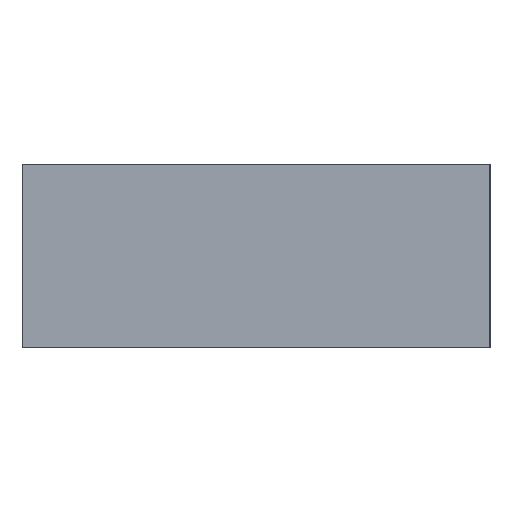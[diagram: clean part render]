
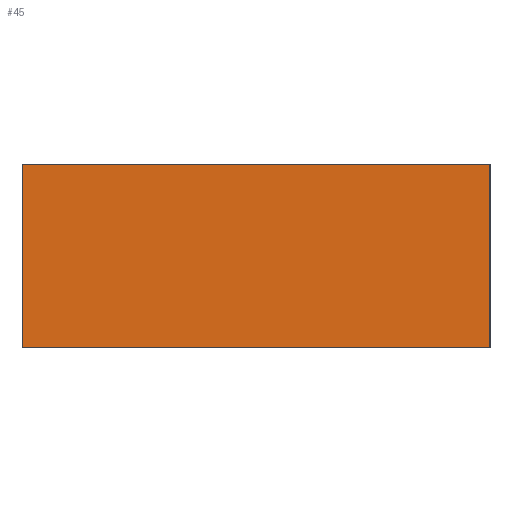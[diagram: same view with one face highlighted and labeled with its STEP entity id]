
A CAD part, left-side view. The second image highlights one B-rep face of the part: STEP entity #45.
In plain terms, the highlighted planar face has unit normal (-1, 0, 0).
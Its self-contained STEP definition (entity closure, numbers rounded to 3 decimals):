
#45=ADVANCED_FACE('',(#57),#51,.F.);
#51=PLANE('',#138);
#57=FACE_OUTER_BOUND('',#63,.T.);
#63=EDGE_LOOP('',(#78,#79,#80,#81));
#78=ORIENTED_EDGE('',*,*,#108,.T.);
#79=ORIENTED_EDGE('',*,*,#101,.F.);
#80=ORIENTED_EDGE('',*,*,#109,.F.);
#81=ORIENTED_EDGE('',*,*,#106,.T.);
#90=VERTEX_POINT('',#169);
#93=VERTEX_POINT('',#174);
#96=VERTEX_POINT('',#184);
#97=VERTEX_POINT('',#186);
#101=EDGE_CURVE('',#93,#90,#113,.T.);
#106=EDGE_CURVE('',#97,#96,#118,.T.);
#108=EDGE_CURVE('',#96,#90,#120,.T.);
#109=EDGE_CURVE('',#97,#93,#121,.T.);
#113=LINE('',#175,#125);
#118=LINE('',#185,#130);
#120=LINE('',#189,#132);
#121=LINE('',#190,#133);
#125=VECTOR('',#146,1.);
#130=VECTOR('',#155,1.);
#132=VECTOR('',#159,1.);
#133=VECTOR('',#160,1.);
#138=AXIS2_PLACEMENT_3D('',#191,#161,#162);
#146=DIRECTION('',(0.,0.,-1.));
#155=DIRECTION('',(0.,0.,-1.));
#159=DIRECTION('',(0.,-1.,0.));
#160=DIRECTION('',(0.,-1.,0.));
#161=DIRECTION('',(1.,0.,0.));
#162=DIRECTION('',(0.,0.,1.));
#169=CARTESIAN_POINT('',(-7.,-2.,0.));
#174=CARTESIAN_POINT('',(-7.,-2.,1.57));
#175=CARTESIAN_POINT('',(-7.,-2.,1.57));
#184=CARTESIAN_POINT('',(-7.,2.,0.));
#185=CARTESIAN_POINT('',(-7.,2.,1.57));
#186=CARTESIAN_POINT('',(-7.,2.,1.57));
#189=CARTESIAN_POINT('',(-7.,2.,0.));
#190=CARTESIAN_POINT('',(-7.,2.,1.57));
#191=CARTESIAN_POINT('',(-7.,2.,1.57));
